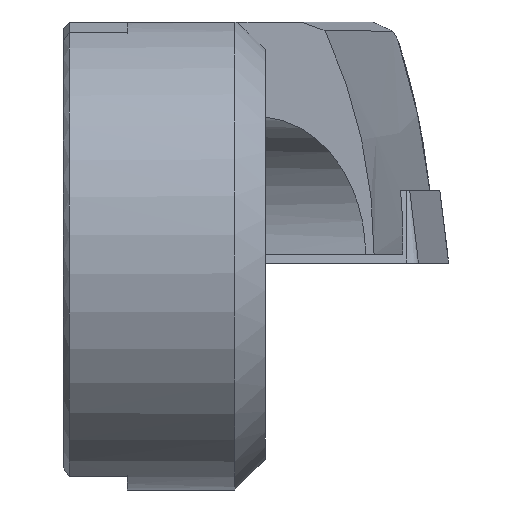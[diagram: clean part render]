
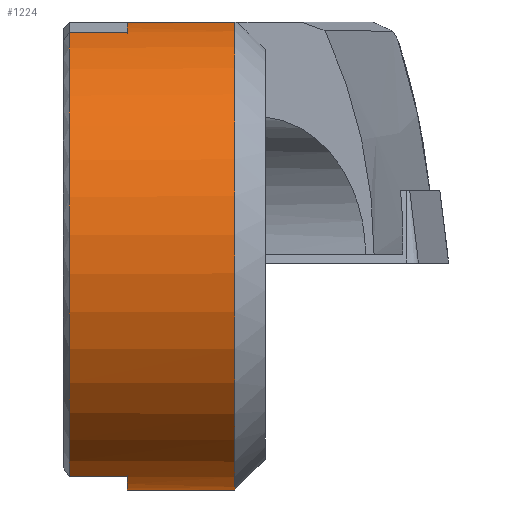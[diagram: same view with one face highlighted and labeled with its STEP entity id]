
A CAD part, left-side view. The second image highlights one B-rep face of the part: STEP entity #1224.
In plain terms, the highlighted cylindrical face has radius 7.7 mm (diameter 15.4 mm), a partial arc.
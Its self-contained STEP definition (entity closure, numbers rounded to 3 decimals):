
#796=VERTEX_POINT('NONE',#1941);
#800=VERTEX_POINT('NONE',#1945);
#944=EDGE_CURVE('NONE',#1474,#1422,#2103,.F.);
#960=EDGE_CURVE('NONE',#1120,#1422,#2120,.T.);
#966=EDGE_CURVE('NONE',#1120,#1176,#2126,.F.);
#1028=VERTEX_POINT('NONE',#2193);
#1038=EDGE_CURVE('NONE',#1028,#796,#2205,.F.);
#1062=EDGE_CURVE('NONE',#800,#1474,#2231,.F.);
#1120=VERTEX_POINT('NONE',#2296);
#1176=VERTEX_POINT('NONE',#2362);
#1224=ADVANCED_FACE('NONE',(#2414),#2415,.T.);
#1338=EDGE_CURVE('NONE',#1468,#1176,#2536,.F.);
#1422=VERTEX_POINT('NONE',#2631);
#1436=EDGE_CURVE('NONE',#796,#800,#2646,.T.);
#1468=VERTEX_POINT('NONE',#2683);
#1474=VERTEX_POINT('NONE',#2690);
#1552=EDGE_CURVE('NONE',#1468,#1028,#2774,.F.);
#1941=CARTESIAN_POINT('',(-2.55,-0.2,7.266));
#1945=CARTESIAN_POINT('',(-2.55,-0.2,-7.266));
#2103=CIRCLE('',#3543,7.7);
#2120=LINE('',#3565,#3566);
#2126=CIRCLE('',#3574,7.7);
#2193=CARTESIAN_POINT('',(-2.55,-2.1,7.266));
#2205=LINE('',#3678,#3679);
#2231=LINE('',#3714,#3715);
#2296=CARTESIAN_POINT('',(0.0,-5.6,-7.7));
#2362=CARTESIAN_POINT('',(-1.237,-5.6,7.6));
#2414=FACE_OUTER_BOUND('',#3954,.T.);
#2415=CYLINDRICAL_SURFACE('',#3955,7.7);
#2536=LINE('',#4135,#4136);
#2631=CARTESIAN_POINT('',(0.0,-2.1,-7.7));
#2646=CIRCLE('',#4318,7.7);
#2683=CARTESIAN_POINT('',(-1.237,-2.1,7.6));
#2690=CARTESIAN_POINT('',(-2.55,-2.1,-7.266));
#2774=CIRCLE('',#4485,7.7);
#3543=AXIS2_PLACEMENT_3D('',#5706,#5707,#5708);
#3565=CARTESIAN_POINT('',(0.0,-20.0,-7.7));
#3566=VECTOR('',#5724,1000.0);
#3574=AXIS2_PLACEMENT_3D('',#5728,#5729,#5730);
#3678=CARTESIAN_POINT('',(-2.55,-20.0,7.266));
#3679=VECTOR('',#5821,1.0);
#3714=CARTESIAN_POINT('',(-2.55,-20.0,-7.266));
#3715=VECTOR('',#5845,1.0);
#3954=EDGE_LOOP('',(#6078,#6079,#6080,#6081,#6082,#6083,#6084,#6085));
#3955=AXIS2_PLACEMENT_3D('',#6086,#6087,#6088);
#4135=CARTESIAN_POINT('',(-1.237,-20.0,7.6));
#4136=VECTOR('',#6204,1.0);
#4318=AXIS2_PLACEMENT_3D('',#6345,#6346,#6347);
#4485=AXIS2_PLACEMENT_3D('',#6490,#6491,#6492);
#5706=CARTESIAN_POINT('',(0.0,-2.1,0.0));
#5707=DIRECTION('',(0.0,1.0,0.0));
#5708=DIRECTION('',(0.0,0.0,-1.0));
#5724=DIRECTION('',(0.0,1.0,0.0));
#5728=CARTESIAN_POINT('',(0.0,-5.6,0.0));
#5729=DIRECTION('',(0.0,-1.0,0.0));
#5730=DIRECTION('',(0.0,0.0,-1.0));
#5821=DIRECTION('',(0.0,-1.0,0.0));
#5845=DIRECTION('',(-0.0,1.0,0.0));
#6078=ORIENTED_EDGE('',*,*,#960,.F.);
#6079=ORIENTED_EDGE('',*,*,#966,.T.);
#6080=ORIENTED_EDGE('',*,*,#1338,.F.);
#6081=ORIENTED_EDGE('',*,*,#1552,.T.);
#6082=ORIENTED_EDGE('',*,*,#1038,.T.);
#6083=ORIENTED_EDGE('',*,*,#1436,.T.);
#6084=ORIENTED_EDGE('',*,*,#1062,.T.);
#6085=ORIENTED_EDGE('',*,*,#944,.T.);
#6086=CARTESIAN_POINT('',(0.0,-20.0,0.0));
#6087=DIRECTION('',(-0.0,1.0,-0.0));
#6088=DIRECTION('',(0.0,0.0,-1.0));
#6204=DIRECTION('',(-0.0,1.0,0.0));
#6345=CARTESIAN_POINT('',(0.0,-0.2,0.0));
#6346=DIRECTION('',(0.0,-1.0,0.0));
#6347=DIRECTION('',(0.0,0.0,-1.0));
#6490=CARTESIAN_POINT('',(0.0,-2.1,0.0));
#6491=DIRECTION('',(0.0,1.0,0.0));
#6492=DIRECTION('',(0.0,0.0,-1.0));
